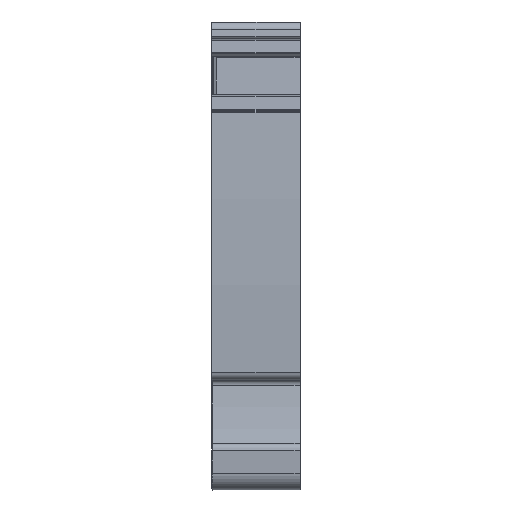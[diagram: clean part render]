
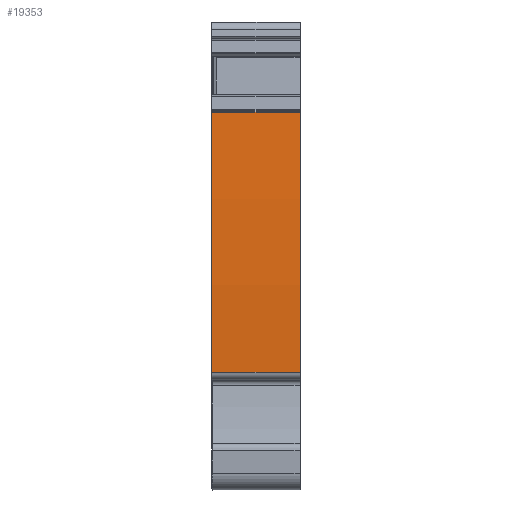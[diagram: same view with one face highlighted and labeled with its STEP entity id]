
A CAD part, front view. The second image highlights one B-rep face of the part: STEP entity #19353.
In plain terms, the highlighted cylindrical face has radius 240 mm (diameter 480 mm), a partial arc.
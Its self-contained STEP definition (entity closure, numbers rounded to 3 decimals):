
#14387=AXIS2_PLACEMENT_3D('Circle Axis2P3D',#14385,#14386,$) ;
#18501=AXIS2_PLACEMENT_3D('Cylinder Axis2P3D',#18498,#18499,#18500) ;
#19337=AXIS2_PLACEMENT_3D('Circle Axis2P3D',#19335,#19336,$) ;
#14382=CARTESIAN_POINT('Vertex',(10.,1.731,42.906)) ;
#14385=CARTESIAN_POINT('Axis2P3D Location',(10.,241.17,26.5)) ;
#14389=CARTESIAN_POINT('Vertex',(10.,1.528,13.395)) ;
#18498=CARTESIAN_POINT('Axis2P3D Location',(5.,241.17,26.5)) ;
#19320=CARTESIAN_POINT('Vertex',(0.,1.731,42.906)) ;
#19323=CARTESIAN_POINT('Line Origine',(5.05,1.731,42.906)) ;
#19335=CARTESIAN_POINT('Axis2P3D Location',(0.,241.17,26.5)) ;
#19339=CARTESIAN_POINT('Vertex',(0.,1.528,13.395)) ;
#19342=CARTESIAN_POINT('Line Origine',(5.,1.528,13.395)) ;
#14386=DIRECTION('Axis2P3D Direction',(1.,0.,0.)) ;
#18499=DIRECTION('Axis2P3D Direction',(1.,0.,0.)) ;
#18500=DIRECTION('Axis2P3D XDirection',(0.,-0.994,0.107)) ;
#19324=DIRECTION('Vector Direction',(1.,0.,0.)) ;
#19336=DIRECTION('Axis2P3D Direction',(1.,0.,0.)) ;
#19343=DIRECTION('Vector Direction',(1.,0.,0.)) ;
#19325=VECTOR('Line Direction',#19324,1.) ;
#19344=VECTOR('Line Direction',#19343,1.) ;
#19348=ORIENTED_EDGE('',*,*,#19341,.T.) ;
#19349=ORIENTED_EDGE('',*,*,#19346,.F.) ;
#19350=ORIENTED_EDGE('',*,*,#14391,.F.) ;
#19351=ORIENTED_EDGE('',*,*,#19327,.T.) ;
#19353=ADVANCED_FACE('V7',(#19352),#18502,.T.) ;
#14388=CIRCLE('generated circle',#14387,240.) ;
#19338=CIRCLE('generated circle',#19337,240.) ;
#18502=CYLINDRICAL_SURFACE('generated cylinder',#18501,240.) ;
#14391=EDGE_CURVE('',#14383,#14390,#14388,.T.) ;
#19327=EDGE_CURVE('',#14383,#19321,#19326,.F.) ;
#19341=EDGE_CURVE('',#19321,#19340,#19338,.T.) ;
#19346=EDGE_CURVE('',#14390,#19340,#19345,.F.) ;
#19347=EDGE_LOOP('',(#19348,#19349,#19350,#19351)) ;
#19352=FACE_OUTER_BOUND('',#19347,.T.) ;
#19326=LINE('Line',#19323,#19325) ;
#19345=LINE('Line',#19342,#19344) ;
#14383=VERTEX_POINT('',#14382) ;
#14390=VERTEX_POINT('',#14389) ;
#19321=VERTEX_POINT('',#19320) ;
#19340=VERTEX_POINT('',#19339) ;
